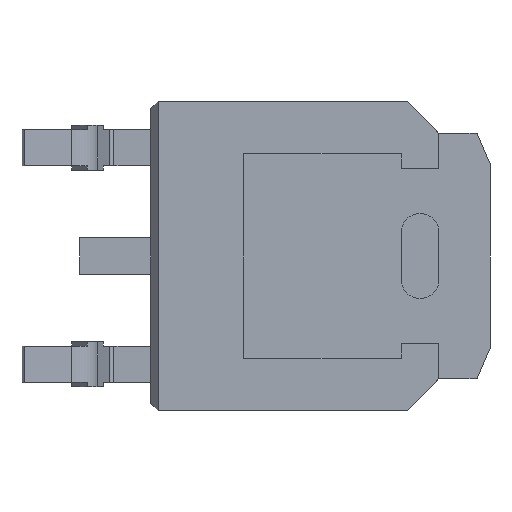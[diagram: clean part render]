
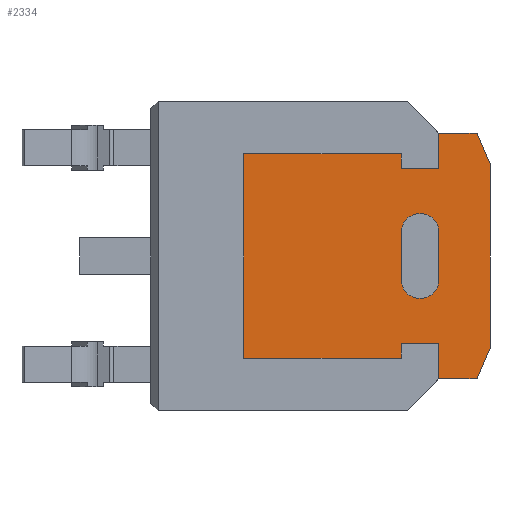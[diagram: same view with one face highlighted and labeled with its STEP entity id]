
A CAD part, front view. The second image highlights one B-rep face of the part: STEP entity #2334.
In plain terms, the highlighted planar face has unit normal (0, -1, 0).
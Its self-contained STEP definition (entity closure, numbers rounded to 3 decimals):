
#7 = CARTESIAN_POINT ( 'NONE',  ( 3.072, 0., -1.86 ) ) ;
#14 = LINE ( 'NONE', #2301, #447 ) ;
#15 = VECTOR ( 'NONE', #966, 1000. ) ;
#59 = ORIENTED_EDGE ( 'NONE', *, *, #2120, .F. ) ;
#63 = VERTEX_POINT ( 'NONE', #2771 ) ;
#85 = AXIS2_PLACEMENT_3D ( 'NONE', #2442, #333, #99 ) ;
#88 = VERTEX_POINT ( 'NONE', #2377 ) ;
#97 = ORIENTED_EDGE ( 'NONE', *, *, #1584, .T. ) ;
#99 = DIRECTION ( 'NONE',  ( 0., 0., -1. ) ) ;
#180 = CARTESIAN_POINT ( 'NONE',  ( 3.872, 0., -0.5 ) ) ;
#254 = VERTEX_POINT ( 'NONE', #1259 ) ;
#264 = EDGE_CURVE ( 'NONE', #1590, #1406, #2095, .T. ) ;
#280 = EDGE_CURVE ( 'NONE', #1993, #254, #2457, .T. ) ;
#281 = EDGE_CURVE ( 'NONE', #1777, #1236, #2254, .T. ) ;
#333 = DIRECTION ( 'NONE',  ( 0., -1., 0. ) ) ;
#360 = DIRECTION ( 'NONE',  ( 0., 0., -1. ) ) ;
#375 = EDGE_CURVE ( 'NONE', #2860, #2200, #400, .T. ) ;
#400 = LINE ( 'NONE', #2951, #1555 ) ;
#420 = ORIENTED_EDGE ( 'NONE', *, *, #2928, .T. ) ;
#447 = VECTOR ( 'NONE', #1145, 1000. ) ;
#449 = CARTESIAN_POINT ( 'NONE',  ( 3.872, 0., -2.602 ) ) ;
#461 = ORIENTED_EDGE ( 'NONE', *, *, #2871, .T. ) ;
#464 = CARTESIAN_POINT ( 'NONE',  ( 3.072, 0., -2.16 ) ) ;
#468 = VERTEX_POINT ( 'NONE', #2111 ) ;
#485 = VERTEX_POINT ( 'NONE', #683 ) ;
#488 = EDGE_CURVE ( 'NONE', #2200, #2270, #1625, .T. ) ;
#519 = DIRECTION ( 'NONE',  ( 0., 0., -1. ) ) ;
#521 = EDGE_CURVE ( 'NONE', #1236, #2946, #14, .T. ) ;
#563 = VECTOR ( 'NONE', #519, 1000. ) ;
#586 = VERTEX_POINT ( 'NONE', #2406 ) ;
#590 = LINE ( 'NONE', #2669, #853 ) ;
#615 = CARTESIAN_POINT ( 'NONE',  ( 3.072, 0., -0.5 ) ) ;
#623 = CARTESIAN_POINT ( 'NONE',  ( 3.072, 0., -1.86 ) ) ;
#633 = EDGE_CURVE ( 'NONE', #1406, #63, #1225, .T. ) ;
#636 = LINE ( 'NONE', #912, #2185 ) ;
#637 = LINE ( 'NONE', #1583, #2238 ) ;
#664 = ORIENTED_EDGE ( 'NONE', *, *, #1084, .T. ) ;
#678 = LINE ( 'NONE', #695, #2691 ) ;
#683 = CARTESIAN_POINT ( 'NONE',  ( 4.677, 0., 2.603 ) ) ;
#695 = CARTESIAN_POINT ( 'NONE',  ( 4.677, 0., -2.603 ) ) ;
#716 = EDGE_CURVE ( 'NONE', #63, #468, #1355, .T. ) ;
#733 = EDGE_CURVE ( 'NONE', #468, #1439, #2630, .T. ) ;
#754 = DIRECTION ( 'NONE',  ( 0., 0., -1. ) ) ;
#757 = ORIENTED_EDGE ( 'NONE', *, *, #488, .T. ) ;
#766 = ORIENTED_EDGE ( 'NONE', *, *, #733, .F. ) ;
#842 = VECTOR ( 'NONE', #992, 1000. ) ;
#853 = VECTOR ( 'NONE', #1278, 1000. ) ;
#856 = AXIS2_PLACEMENT_3D ( 'NONE', #1710, #1220, #754 ) ;
#881 = LINE ( 'NONE', #895, #1836 ) ;
#895 = CARTESIAN_POINT ( 'NONE',  ( 4.677, 0., 2.603 ) ) ;
#912 = CARTESIAN_POINT ( 'NONE',  ( 3.872, 0., 2.602 ) ) ;
#947 = CARTESIAN_POINT ( 'NONE',  ( 4.677, 0., -2.603 ) ) ;
#966 = DIRECTION ( 'NONE',  ( 0., 0., 1. ) ) ;
#981 = CARTESIAN_POINT ( 'NONE',  ( 3.872, 0., -1.86 ) ) ;
#992 = DIRECTION ( 'NONE',  ( 0., 0., 1. ) ) ;
#1003 = LINE ( 'NONE', #2793, #2104 ) ;
#1041 = VECTOR ( 'NONE', #1878, 1000. ) ;
#1059 = ORIENTED_EDGE ( 'NONE', *, *, #281, .T. ) ;
#1070 = CARTESIAN_POINT ( 'NONE',  ( 3.872, 0., 2.602 ) ) ;
#1084 = EDGE_CURVE ( 'NONE', #2652, #1286, #678, .T. ) ;
#1145 = DIRECTION ( 'NONE',  ( -1., 0., 0. ) ) ;
#1169 = DIRECTION ( 'NONE',  ( 0., 0., 1. ) ) ;
#1190 = EDGE_LOOP ( 'NONE', ( #766, #1881, #1559, #2229, #59 ) ) ;
#1205 = EDGE_CURVE ( 'NONE', #2270, #1993, #2290, .T. ) ;
#1210 = AXIS2_PLACEMENT_3D ( 'NONE', #2699, #2909, #1548 ) ;
#1214 = ORIENTED_EDGE ( 'NONE', *, *, #521, .T. ) ;
#1220 = DIRECTION ( 'NONE',  ( 0., -1., 0. ) ) ;
#1225 = LINE ( 'NONE', #2162, #842 ) ;
#1236 = VERTEX_POINT ( 'NONE', #3037 ) ;
#1259 = CARTESIAN_POINT ( 'NONE',  ( 3.872, 0., -1.86 ) ) ;
#1278 = DIRECTION ( 'NONE',  ( -1., 0., 0. ) ) ;
#1286 = VERTEX_POINT ( 'NONE', #2802 ) ;
#1311 = CIRCLE ( 'NONE', #2085, 0.4 ) ;
#1312 = CARTESIAN_POINT ( 'NONE',  ( 3.472, 0., -0.9 ) ) ;
#1321 = DIRECTION ( 'NONE',  ( 0., 0., -1. ) ) ;
#1355 = CIRCLE ( 'NONE', #856, 0.4 ) ;
#1387 = FACE_BOUND ( 'NONE', #1190, .T. ) ;
#1406 = VERTEX_POINT ( 'NONE', #180 ) ;
#1410 = DIRECTION ( 'NONE',  ( 0., 0., -1. ) ) ;
#1417 = ORIENTED_EDGE ( 'NONE', *, *, #375, .T. ) ;
#1438 = DIRECTION ( 'NONE',  ( 0.39, 0., 0.921 ) ) ;
#1439 = VERTEX_POINT ( 'NONE', #615 ) ;
#1478 = ORIENTED_EDGE ( 'NONE', *, *, #2057, .T. ) ;
#1548 = DIRECTION ( 'NONE',  ( 0., 0., 1. ) ) ;
#1555 = VECTOR ( 'NONE', #1321, 1000. ) ;
#1559 = ORIENTED_EDGE ( 'NONE', *, *, #633, .F. ) ;
#1583 = CARTESIAN_POINT ( 'NONE',  ( 4.952, 0., 1.953 ) ) ;
#1584 = EDGE_CURVE ( 'NONE', #1945, #2652, #1003, .T. ) ;
#1590 = VERTEX_POINT ( 'NONE', #1312 ) ;
#1625 = LINE ( 'NONE', #464, #1041 ) ;
#1626 = DIRECTION ( 'NONE',  ( -0.39, 0., 0.921 ) ) ;
#1661 = CARTESIAN_POINT ( 'NONE',  ( 3.872, 0., 2.602 ) ) ;
#1710 = CARTESIAN_POINT ( 'NONE',  ( 3.472, 0., 0.5 ) ) ;
#1777 = VERTEX_POINT ( 'NONE', #1661 ) ;
#1825 = LINE ( 'NONE', #449, #2328 ) ;
#1836 = VECTOR ( 'NONE', #1626, 1000. ) ;
#1878 = DIRECTION ( 'NONE',  ( 1., 0., 0. ) ) ;
#1881 = ORIENTED_EDGE ( 'NONE', *, *, #716, .F. ) ;
#1895 = VECTOR ( 'NONE', #1169, 1000. ) ;
#1926 = PLANE ( 'NONE',  #1210 ) ;
#1945 = VERTEX_POINT ( 'NONE', #2225 ) ;
#1954 = DIRECTION ( 'NONE',  ( 1., 0., 0. ) ) ;
#1993 = VERTEX_POINT ( 'NONE', #623 ) ;
#2007 = CARTESIAN_POINT ( 'NONE',  ( 3.472, 0., -0.5 ) ) ;
#2057 = EDGE_CURVE ( 'NONE', #1286, #586, #637, .T. ) ;
#2068 = ORIENTED_EDGE ( 'NONE', *, *, #1205, .T. ) ;
#2085 = AXIS2_PLACEMENT_3D ( 'NONE', #2007, #2944, #1410 ) ;
#2095 = CIRCLE ( 'NONE', #85, 0.4 ) ;
#2104 = VECTOR ( 'NONE', #1954, 1000. ) ;
#2111 = CARTESIAN_POINT ( 'NONE',  ( 3.072, 0., 0.5 ) ) ;
#2120 = EDGE_CURVE ( 'NONE', #1439, #1590, #1311, .T. ) ;
#2136 = VECTOR ( 'NONE', #360, 1000. ) ;
#2144 = ORIENTED_EDGE ( 'NONE', *, *, #2548, .T. ) ;
#2162 = CARTESIAN_POINT ( 'NONE',  ( 3.872, 0., 0.5 ) ) ;
#2185 = VECTOR ( 'NONE', #2329, 1000. ) ;
#2200 = VERTEX_POINT ( 'NONE', #2592 ) ;
#2225 = CARTESIAN_POINT ( 'NONE',  ( 3.872, 0., -2.602 ) ) ;
#2229 = ORIENTED_EDGE ( 'NONE', *, *, #264, .F. ) ;
#2238 = VECTOR ( 'NONE', #2529, 1000. ) ;
#2254 = LINE ( 'NONE', #1070, #2136 ) ;
#2270 = VERTEX_POINT ( 'NONE', #3009 ) ;
#2280 = ORIENTED_EDGE ( 'NONE', *, *, #2870, .T. ) ;
#2290 = LINE ( 'NONE', #7, #1895 ) ;
#2301 = CARTESIAN_POINT ( 'NONE',  ( 3.872, 0., 1.86 ) ) ;
#2316 = CARTESIAN_POINT ( 'NONE',  ( -0.258, 0., 2.16 ) ) ;
#2318 = EDGE_LOOP ( 'NONE', ( #1059, #1214, #2144, #2332, #1417, #757, #2068, #2673, #420, #97, #664, #1478, #2280, #461 ) ) ;
#2324 = FACE_OUTER_BOUND ( 'NONE', #2318, .T. ) ;
#2328 = VECTOR ( 'NONE', #2767, 1000. ) ;
#2329 = DIRECTION ( 'NONE',  ( -1., 0., 0. ) ) ;
#2332 = ORIENTED_EDGE ( 'NONE', *, *, #2791, .T. ) ;
#2334 = ADVANCED_FACE ( 'NONE', ( #1387, #2324 ), #1926, .F. ) ;
#2377 = CARTESIAN_POINT ( 'NONE',  ( 3.072, 0., 2.16 ) ) ;
#2406 = CARTESIAN_POINT ( 'NONE',  ( 4.952, 0., 1.953 ) ) ;
#2442 = CARTESIAN_POINT ( 'NONE',  ( 3.472, 0., -0.5 ) ) ;
#2457 = LINE ( 'NONE', #981, #2591 ) ;
#2501 = DIRECTION ( 'NONE',  ( 1., 0., 0. ) ) ;
#2513 = CARTESIAN_POINT ( 'NONE',  ( 3.072, 0., 1.86 ) ) ;
#2529 = DIRECTION ( 'NONE',  ( 0., 0., 1. ) ) ;
#2548 = EDGE_CURVE ( 'NONE', #2946, #88, #2612, .T. ) ;
#2591 = VECTOR ( 'NONE', #2501, 1000. ) ;
#2592 = CARTESIAN_POINT ( 'NONE',  ( -0.258, 0., -2.16 ) ) ;
#2612 = LINE ( 'NONE', #2835, #15 ) ;
#2630 = LINE ( 'NONE', #2659, #563 ) ;
#2652 = VERTEX_POINT ( 'NONE', #947 ) ;
#2659 = CARTESIAN_POINT ( 'NONE',  ( 3.072, 0., 0.5 ) ) ;
#2669 = CARTESIAN_POINT ( 'NONE',  ( 3.072, 0., 2.16 ) ) ;
#2673 = ORIENTED_EDGE ( 'NONE', *, *, #280, .T. ) ;
#2691 = VECTOR ( 'NONE', #1438, 1000. ) ;
#2699 = CARTESIAN_POINT ( 'NONE',  ( 0., 0., 0. ) ) ;
#2767 = DIRECTION ( 'NONE',  ( 0., 0., -1. ) ) ;
#2771 = CARTESIAN_POINT ( 'NONE',  ( 3.872, 0., 0.5 ) ) ;
#2791 = EDGE_CURVE ( 'NONE', #88, #2860, #590, .T. ) ;
#2793 = CARTESIAN_POINT ( 'NONE',  ( 3.872, 0., -2.602 ) ) ;
#2802 = CARTESIAN_POINT ( 'NONE',  ( 4.952, 0., -1.953 ) ) ;
#2835 = CARTESIAN_POINT ( 'NONE',  ( 3.072, 0., 1.86 ) ) ;
#2860 = VERTEX_POINT ( 'NONE', #2316 ) ;
#2870 = EDGE_CURVE ( 'NONE', #586, #485, #881, .T. ) ;
#2871 = EDGE_CURVE ( 'NONE', #485, #1777, #636, .T. ) ;
#2909 = DIRECTION ( 'NONE',  ( 0., 1., 0. ) ) ;
#2928 = EDGE_CURVE ( 'NONE', #254, #1945, #1825, .T. ) ;
#2944 = DIRECTION ( 'NONE',  ( 0., -1., 0. ) ) ;
#2946 = VERTEX_POINT ( 'NONE', #2513 ) ;
#2951 = CARTESIAN_POINT ( 'NONE',  ( -0.258, 0., 2.16 ) ) ;
#3009 = CARTESIAN_POINT ( 'NONE',  ( 3.072, 0., -2.16 ) ) ;
#3037 = CARTESIAN_POINT ( 'NONE',  ( 3.872, 0., 1.86 ) ) ;
